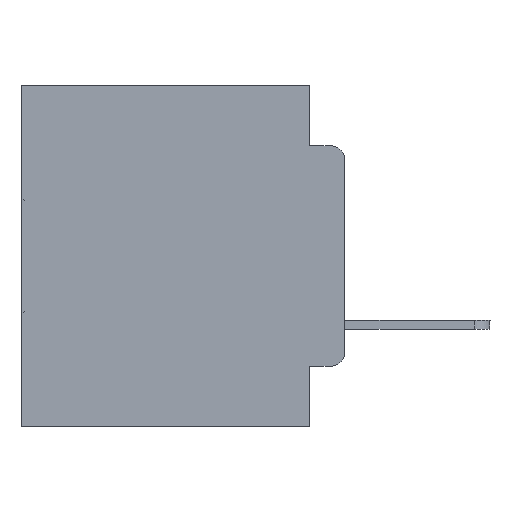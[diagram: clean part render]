
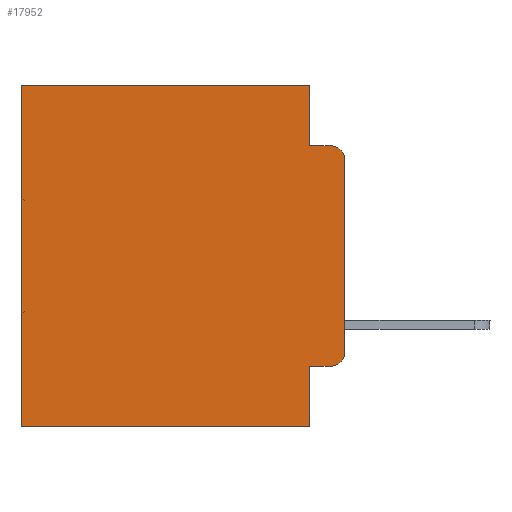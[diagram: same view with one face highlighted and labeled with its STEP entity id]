
A CAD part, left-side view. The second image highlights one B-rep face of the part: STEP entity #17952.
In plain terms, the highlighted planar face has unit normal (-1, 0, 0).
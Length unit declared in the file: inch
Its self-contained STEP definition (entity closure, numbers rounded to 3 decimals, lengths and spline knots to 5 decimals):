
#362 = VERTEX_POINT ( 'NONE', #11107 ) ;
#443 = EDGE_CURVE ( 'NONE', #13994, #32703, #21995, .T. ) ;
#613 = DIRECTION ( 'NONE',  ( 0., 0., -1. ) ) ;
#625 = VECTOR ( 'NONE', #10416, 39.37008 ) ;
#1155 = CARTESIAN_POINT ( 'NONE',  ( 0.298, 0., -0.1085 ) ) ;
#1420 = DIRECTION ( 'NONE',  ( 0., 0., -1. ) ) ;
#2383 = VERTEX_POINT ( 'NONE', #20240 ) ;
#2390 = VECTOR ( 'NONE', #21059, 39.37008 ) ;
#3777 = ORIENTED_EDGE ( 'NONE', *, *, #7647, .T. ) ;
#3785 = LINE ( 'NONE', #30766, #625 ) ;
#3958 = AXIS2_PLACEMENT_3D ( 'NONE', #29022, #16542, #1420 ) ;
#3962 = DIRECTION ( 'NONE',  ( 0., 0., -1. ) ) ;
#4642 = CIRCLE ( 'NONE', #3958, 0.02 ) ;
#5553 = LINE ( 'NONE', #23789, #2390 ) ;
#5805 = CARTESIAN_POINT ( 'NONE',  ( 0.298, 0.051, -0.4115 ) ) ;
#6463 = LINE ( 'NONE', #8860, #15938 ) ;
#6953 = CARTESIAN_POINT ( 'NONE',  ( 0.298, 0.051, 0. ) ) ;
#7059 = AXIS2_PLACEMENT_3D ( 'NONE', #10323, #12952, #27986 ) ;
#7424 = VECTOR ( 'NONE', #613, 39.37008 ) ;
#7647 = EDGE_CURVE ( 'NONE', #20937, #13665, #21941, .T. ) ;
#8031 = ORIENTED_EDGE ( 'NONE', *, *, #26580, .T. ) ;
#8860 = CARTESIAN_POINT ( 'NONE',  ( 0.298, 0.051, -0.4115 ) ) ;
#9084 = ORIENTED_EDGE ( 'NONE', *, *, #19102, .F. ) ;
#9526 = DIRECTION ( 'NONE',  ( 0., -1., 0. ) ) ;
#10156 = DIRECTION ( 'NONE',  ( 0., 0., -1. ) ) ;
#10323 = CARTESIAN_POINT ( 'NONE',  ( 0.298, 0.02, -0.1085 ) ) ;
#10416 = DIRECTION ( 'NONE',  ( 0., 1., 0. ) ) ;
#10683 = VECTOR ( 'NONE', #10156, 39.37008 ) ;
#10737 = ORIENTED_EDGE ( 'NONE', *, *, #13849, .T. ) ;
#10990 = CARTESIAN_POINT ( 'NONE',  ( 0.298, 0.473, 0. ) ) ;
#11107 = CARTESIAN_POINT ( 'NONE',  ( 0.298, 0.473, -0.5 ) ) ;
#11713 = EDGE_CURVE ( 'NONE', #29937, #27094, #4642, .T. ) ;
#12952 = DIRECTION ( 'NONE',  ( -1., 0., 0. ) ) ;
#13407 = CARTESIAN_POINT ( 'NONE',  ( 0.298, 0.051, 0. ) ) ;
#13517 = DIRECTION ( 'NONE',  ( 0., 0., -1. ) ) ;
#13665 = VERTEX_POINT ( 'NONE', #20722 ) ;
#13849 = EDGE_CURVE ( 'NONE', #14414, #29937, #6463, .T. ) ;
#13994 = VERTEX_POINT ( 'NONE', #6953 ) ;
#14043 = EDGE_CURVE ( 'NONE', #32703, #13665, #21542, .T. ) ;
#14414 = VERTEX_POINT ( 'NONE', #5805 ) ;
#14582 = CARTESIAN_POINT ( 'NONE',  ( 0.298, 0.051, -0.0885 ) ) ;
#15938 = VECTOR ( 'NONE', #19262, 39.37008 ) ;
#15996 = EDGE_CURVE ( 'NONE', #16376, #362, #3785, .T. ) ;
#16376 = VERTEX_POINT ( 'NONE', #32155 ) ;
#16377 = ORIENTED_EDGE ( 'NONE', *, *, #11713, .T. ) ;
#16542 = DIRECTION ( 'NONE',  ( -1., 0., 0. ) ) ;
#17142 = ORIENTED_EDGE ( 'NONE', *, *, #24639, .F. ) ;
#17205 = ORIENTED_EDGE ( 'NONE', *, *, #443, .F. ) ;
#17406 = LINE ( 'NONE', #27604, #10683 ) ;
#17952 = ADVANCED_FACE ( 'NONE', ( #30602 ), #24622, .F. ) ;
#18655 = CARTESIAN_POINT ( 'NONE',  ( 0.298, 0.02, -0.4115 ) ) ;
#18672 = ORIENTED_EDGE ( 'NONE', *, *, #14043, .F. ) ;
#19102 = EDGE_CURVE ( 'NONE', #20937, #27094, #5553, .T. ) ;
#19262 = DIRECTION ( 'NONE',  ( 0., -1., 0. ) ) ;
#20240 = CARTESIAN_POINT ( 'NONE',  ( 0.298, 0.473, 0. ) ) ;
#20722 = CARTESIAN_POINT ( 'NONE',  ( 0.298, 0.02, -0.0885 ) ) ;
#20937 = VERTEX_POINT ( 'NONE', #1155 ) ;
#21059 = DIRECTION ( 'NONE',  ( 0., 0., -1. ) ) ;
#21542 = LINE ( 'NONE', #14582, #31780 ) ;
#21552 = CARTESIAN_POINT ( 'NONE',  ( 0.298, 0.051, -0.0885 ) ) ;
#21721 = DIRECTION ( 'NONE',  ( 0., 1., 0. ) ) ;
#21741 = EDGE_LOOP ( 'NONE', ( #9084, #3777, #18672, #17205, #26105, #8031, #23012, #17142, #10737, #16377 ) ) ;
#21941 = CIRCLE ( 'NONE', #7059, 0.02 ) ;
#21995 = LINE ( 'NONE', #13407, #23560 ) ;
#23012 = ORIENTED_EDGE ( 'NONE', *, *, #15996, .F. ) ;
#23560 = VECTOR ( 'NONE', #13517, 39.37008 ) ;
#23632 = LINE ( 'NONE', #31747, #28415 ) ;
#23789 = CARTESIAN_POINT ( 'NONE',  ( 0.298, 0., 0. ) ) ;
#24187 = CARTESIAN_POINT ( 'NONE',  ( 0.298, 0., 0. ) ) ;
#24622 = PLANE ( 'NONE',  #28452 ) ;
#24639 = EDGE_CURVE ( 'NONE', #14414, #16376, #17406, .T. ) ;
#25808 = EDGE_CURVE ( 'NONE', #13994, #2383, #23632, .T. ) ;
#26105 = ORIENTED_EDGE ( 'NONE', *, *, #25808, .T. ) ;
#26580 = EDGE_CURVE ( 'NONE', #2383, #362, #27582, .T. ) ;
#27094 = VERTEX_POINT ( 'NONE', #32541 ) ;
#27582 = LINE ( 'NONE', #10990, #7424 ) ;
#27604 = CARTESIAN_POINT ( 'NONE',  ( 0.298, 0.051, 0. ) ) ;
#27986 = DIRECTION ( 'NONE',  ( 0., 0., -1. ) ) ;
#28415 = VECTOR ( 'NONE', #21721, 39.37008 ) ;
#28452 = AXIS2_PLACEMENT_3D ( 'NONE', #24187, #29706, #3962 ) ;
#29022 = CARTESIAN_POINT ( 'NONE',  ( 0.298, 0.02, -0.3915 ) ) ;
#29706 = DIRECTION ( 'NONE',  ( 1., 0., 0. ) ) ;
#29937 = VERTEX_POINT ( 'NONE', #18655 ) ;
#30602 = FACE_OUTER_BOUND ( 'NONE', #21741, .T. ) ;
#30766 = CARTESIAN_POINT ( 'NONE',  ( 0.298, 0., -0.5 ) ) ;
#31747 = CARTESIAN_POINT ( 'NONE',  ( 0.298, 0., 0. ) ) ;
#31780 = VECTOR ( 'NONE', #9526, 39.37008 ) ;
#32155 = CARTESIAN_POINT ( 'NONE',  ( 0.298, 0.051, -0.5 ) ) ;
#32541 = CARTESIAN_POINT ( 'NONE',  ( 0.298, 0., -0.3915 ) ) ;
#32703 = VERTEX_POINT ( 'NONE', #21552 ) ;
